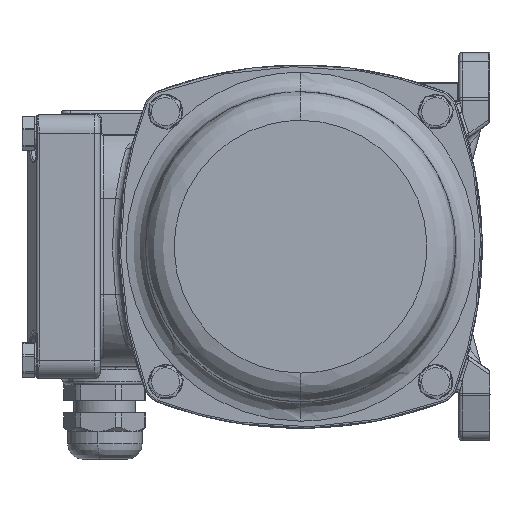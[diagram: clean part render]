
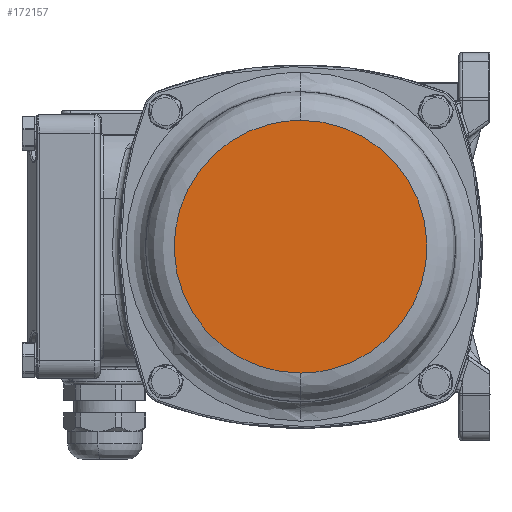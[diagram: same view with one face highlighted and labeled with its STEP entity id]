
A CAD part, left-side view. The second image highlights one B-rep face of the part: STEP entity #172157.
In plain terms, the highlighted planar face has unit normal (-1, 0, 0).
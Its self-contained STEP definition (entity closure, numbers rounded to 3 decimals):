
#14722 = CARTESIAN_POINT ( 'NONE',  ( -34., -148.3, -99.8 ) ) ;
#24049 = CARTESIAN_POINT ( 'NONE',  ( -34., -60.334, 39.01 ) ) ;
#27966 = CARTESIAN_POINT ( 'NONE',  ( -34., -71.257, -34.059 ) ) ;
#30560 = CARTESIAN_POINT ( 'NONE',  ( -34., -31.648, 37.215 ) ) ;
#47269 = ORIENTED_EDGE ( 'NONE', *, *, #130529, .F. ) ;
#49928 = CARTESIAN_POINT ( 'NONE',  ( -34., -52.496, 40.569 ) ) ;
#54443 = CARTESIAN_POINT ( 'NONE',  ( -34., -10.655, 15.675 ) ) ;
#57370 = CARTESIAN_POINT ( 'NONE',  ( -34., -19.535, -28.965 ) ) ;
#71921 = CARTESIAN_POINT ( 'NONE',  ( -34., -82.559, -22.757 ) ) ;
#73878 = CARTESIAN_POINT ( 'NONE',  ( -34., -64.176, -37.844 ) ) ;
#76441 = CARTESIAN_POINT ( 'NONE',  ( -34., -36.666, 39.01 ) ) ;
#80371 = CARTESIAN_POINT ( 'NONE',  ( -34., -8.325, 7.992 ) ) ;
#83615 = DIRECTION ( 'NONE',  ( 1., 0., 0. ) ) ;
#91008 = B_SPLINE_CURVE_WITH_KNOTS ( 'NONE', 3,
 ( #193281, #237295, #146361, #171284, #215285, #57370, #126350, #167334, #190360, #238238, #80371, #54443, #147346, #170287, #100420, #123379, #30560, #76441, #282314, #283317, #99416, #191315 ),
 .UNSPECIFIED., .F., .F.,
 ( 4, 1, 1, 1, 1, 1, 1, 1, 1, 1, 1, 1, 1, 1, 1, 1, 1, 1, 1, 4 ),
 ( 0., 0.062, 0.125, 0.187, 0.25, 0.312, 0.375, 0.437, 0.5, 0.562, 0.625, 0.687, 0.719, 0.75, 0.812, 0.875, 0.906, 0.937, 0.969, 1. ),
 .UNSPECIFIED. ) ;
#93939 = CARTESIAN_POINT ( 'NONE',  ( -34., -49.831, 40.7 ) ) ;
#94903 = CARTESIAN_POINT ( 'NONE',  ( -34., -56.491, -40.175 ) ) ;
#99416 = CARTESIAN_POINT ( 'NONE',  ( -34., -47.169, 40.7 ) ) ;
#100420 = CARTESIAN_POINT ( 'NONE',  ( -34., -20.567, 29.811 ) ) ;
#105593 = PLANE ( 'NONE',  #146991 ) ;
#106580 = DIRECTION ( 'NONE',  ( 0., 1., 0. ) ) ;
#116935 = CARTESIAN_POINT ( 'NONE',  ( -34., -80.012, 25.861 ) ) ;
#118613 = VERTEX_POINT ( 'NONE', #236383 ) ;
#123379 = CARTESIAN_POINT ( 'NONE',  ( -34., -25.742, 34.059 ) ) ;
#126350 = CARTESIAN_POINT ( 'NONE',  ( -34., -14.441, -22.757 ) ) ;
#127646 = EDGE_CURVE ( 'NONE', #156056, #118613, #91008, .T. ) ;
#130529 = EDGE_CURVE ( 'NONE', #118613, #156056, #202618, .T. ) ;
#139911 = CARTESIAN_POINT ( 'NONE',  ( -34., -48.5, -40.7 ) ) ;
#146361 = CARTESIAN_POINT ( 'NONE',  ( -34., -40.509, -40.175 ) ) ;
#146991 = AXIS2_PLACEMENT_3D ( 'NONE', #14722, #83615, #106580 ) ;
#147346 = CARTESIAN_POINT ( 'NONE',  ( -34., -13.813, 21.581 ) ) ;
#150685 = EDGE_LOOP ( 'NONE', ( #47269, #196254 ) ) ;
#156056 = VERTEX_POINT ( 'NONE', #269681 ) ;
#162846 = CARTESIAN_POINT ( 'NONE',  ( -34., -65.352, 37.215 ) ) ;
#163808 = CARTESIAN_POINT ( 'NONE',  ( -34., -86.345, 15.675 ) ) ;
#167334 = CARTESIAN_POINT ( 'NONE',  ( -34., -10.656, -15.676 ) ) ;
#170287 = CARTESIAN_POINT ( 'NONE',  ( -34., -16.988, 25.861 ) ) ;
#171284 = CARTESIAN_POINT ( 'NONE',  ( -34., -32.824, -37.844 ) ) ;
#172157 = ADVANCED_FACE ( 'NONE', ( #268260 ), #105593, .F. ) ;
#183866 = CARTESIAN_POINT ( 'NONE',  ( -34., -88.675, 7.992 ) ) ;
#184834 = CARTESIAN_POINT ( 'NONE',  ( -34., -76.433, 29.811 ) ) ;
#185832 = CARTESIAN_POINT ( 'NONE',  ( -34., -83.187, 21.581 ) ) ;
#190360 = CARTESIAN_POINT ( 'NONE',  ( -34., -8.325, -7.991 ) ) ;
#191315 = CARTESIAN_POINT ( 'NONE',  ( -34., -48.5, 40.7 ) ) ;
#193281 = CARTESIAN_POINT ( 'NONE',  ( -34., -48.5, -40.7 ) ) ;
#196254 = ORIENTED_EDGE ( 'NONE', *, *, #127646, .F. ) ;
#202618 = B_SPLINE_CURVE_WITH_KNOTS ( 'NONE', 3,
 ( #278759, #93939, #49928, #208819, #24049, #162846, #209785, #184834, #116935, #185832, #163808, #183866, #231783, #274840, #275848, #71921, #252813, #27966, #73878, #94903, #276824, #139911 ),
 .UNSPECIFIED., .F., .F.,
 ( 4, 1, 1, 1, 1, 1, 1, 1, 1, 1, 1, 1, 1, 1, 1, 1, 1, 1, 1, 4 ),
 ( 0., 0.031, 0.063, 0.094, 0.125, 0.188, 0.25, 0.281, 0.313, 0.375, 0.438, 0.5, 0.563, 0.625, 0.688, 0.75, 0.813, 0.875, 0.938, 1. ),
 .UNSPECIFIED. ) ;
#208819 = CARTESIAN_POINT ( 'NONE',  ( -34., -56.453, 39.982 ) ) ;
#209785 = CARTESIAN_POINT ( 'NONE',  ( -34., -71.258, 34.059 ) ) ;
#215285 = CARTESIAN_POINT ( 'NONE',  ( -34., -25.743, -34.059 ) ) ;
#231783 = CARTESIAN_POINT ( 'NONE',  ( -34., -89.462, 0. ) ) ;
#236383 = CARTESIAN_POINT ( 'NONE',  ( -34., -48.5, 40.7 ) ) ;
#237295 = CARTESIAN_POINT ( 'NONE',  ( -34., -45.836, -40.7 ) ) ;
#238238 = CARTESIAN_POINT ( 'NONE',  ( -34., -7.538, 0. ) ) ;
#252813 = CARTESIAN_POINT ( 'NONE',  ( -34., -77.465, -28.965 ) ) ;
#268260 = FACE_OUTER_BOUND ( 'NONE', #150685, .T. ) ;
#269681 = CARTESIAN_POINT ( 'NONE',  ( -34., -48.5, -40.7 ) ) ;
#274840 = CARTESIAN_POINT ( 'NONE',  ( -34., -88.675, -7.991 ) ) ;
#275848 = CARTESIAN_POINT ( 'NONE',  ( -34., -86.344, -15.676 ) ) ;
#276824 = CARTESIAN_POINT ( 'NONE',  ( -34., -51.164, -40.7 ) ) ;
#278759 = CARTESIAN_POINT ( 'NONE',  ( -34., -48.5, 40.7 ) ) ;
#282314 = CARTESIAN_POINT ( 'NONE',  ( -34., -40.547, 39.982 ) ) ;
#283317 = CARTESIAN_POINT ( 'NONE',  ( -34., -44.504, 40.569 ) ) ;
